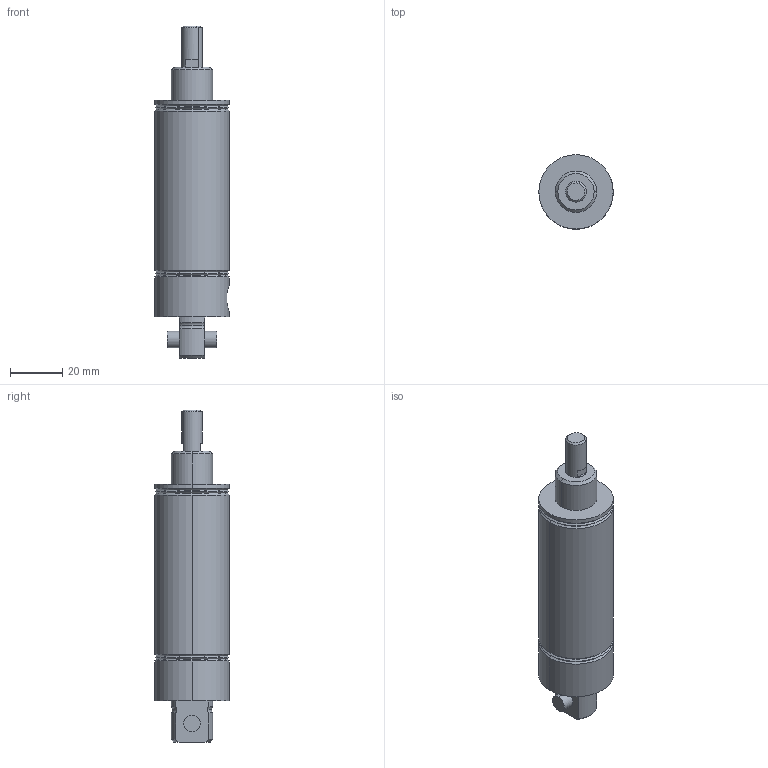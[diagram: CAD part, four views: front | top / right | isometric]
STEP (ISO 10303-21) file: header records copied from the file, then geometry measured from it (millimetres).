
FILE_DESCRIPTION (( 'STEP AP214' ), '1' );
FILE_NAME ('A17010SP.step', '2017-04-04T20:32:22', ( '' ), ( '' ), 'SwSTEP 2.0', 'SolidWorks 2017', '' );
FILE_SCHEMA (( 'AUTOMOTIVE_DESIGN' ));
Length unit declared in the file: inch
Products named in the file (4): A17010SP-PIN; A17010SP-Rod; A17010SP-MainBody; A17010SP
Assembly tree (3 placements, depth 2):
  A17010SP
    A17010SP-MainBody
    A17010SP-Rod
    A17010SP-PIN
Bounding box: 28.45 x 28.45 x 127 mm (x, y, z)
Volume: 44126.4 mm3; surface area: 20323.2 mm2
Topology: 3 solids, 3 shells, 76 faces, 161 edges, 97 vertices
Faces by surface type: cylinder 26, cone 26, plane 20, torus 4
Entity records: 2313 total; most frequent: CARTESIAN_POINT 476, DIRECTION 387, ORIENTED_EDGE 318, AXIS2_PLACEMENT_3D 160, EDGE_CURVE 159, VERTEX_POINT 97, EDGE_LOOP 86, CIRCLE 78
